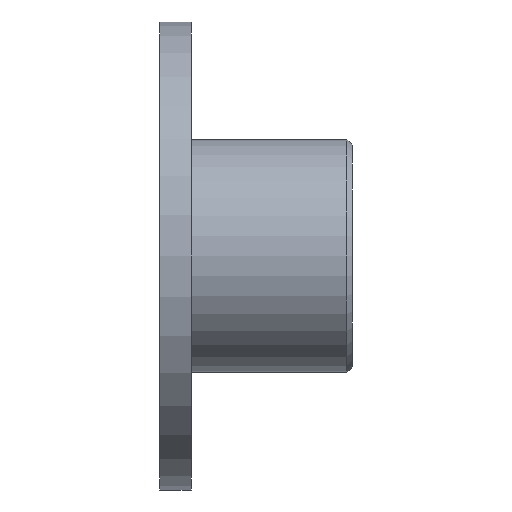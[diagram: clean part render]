
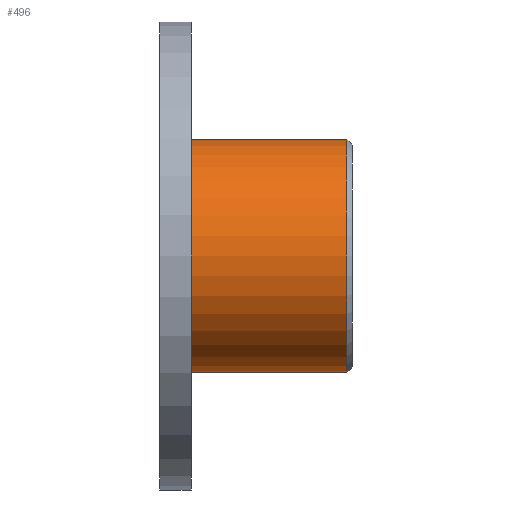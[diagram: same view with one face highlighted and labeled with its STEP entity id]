
A CAD part, left-side view. The second image highlights one B-rep face of the part: STEP entity #496.
In plain terms, the highlighted cylindrical face has radius 20.574 mm (diameter 41.148 mm), a partial arc.
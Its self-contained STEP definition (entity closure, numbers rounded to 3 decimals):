
#29 = AXIS2_PLACEMENT_3D ( 'NONE', #168, #61, #1366 ) ;
#43 = AXIS2_PLACEMENT_3D ( 'NONE', #1510, #1511, #1353 ) ;
#61 = DIRECTION ( 'NONE',  ( 0., 1., 0. ) ) ;
#89 = ORIENTED_EDGE ( 'NONE', *, *, #839, .T. ) ;
#167 = CIRCLE ( 'NONE', #29, 20.574 ) ;
#168 = CARTESIAN_POINT ( 'NONE',  ( 0., -5.588, 0. ) ) ;
#243 = CIRCLE ( 'NONE', #43, 20.574 ) ;
#251 = LINE ( 'NONE', #1354, #259 ) ;
#259 = VECTOR ( 'NONE', #1348, 1000. ) ;
#312 = AXIS2_PLACEMENT_3D ( 'NONE', #499, #493, #471 ) ;
#471 = DIRECTION ( 'NONE',  ( 0., 0., -1. ) ) ;
#493 = DIRECTION ( 'NONE',  ( 0., -1., 0. ) ) ;
#496 = ADVANCED_FACE ( 'NONE', ( #1587 ), #947, .T. ) ;
#499 = CARTESIAN_POINT ( 'NONE',  ( 0., -4.166, 0. ) ) ;
#551 = EDGE_LOOP ( 'NONE', ( #1191, #1205, #1229, #89 ) ) ;
#579 = EDGE_CURVE ( 'NONE', #1373, #1363, #1638, .T. ) ;
#706 = EDGE_CURVE ( 'NONE', #1380, #1514, #251, .T. ) ;
#731 = CARTESIAN_POINT ( 'NONE',  ( 0., -4.166, -20.574 ) ) ;
#736 = DIRECTION ( 'NONE',  ( 0., -1., 0. ) ) ;
#839 = EDGE_CURVE ( 'NONE', #1363, #1514, #243, .T. ) ;
#927 = EDGE_CURVE ( 'NONE', #1373, #1380, #167, .T. ) ;
#947 = CYLINDRICAL_SURFACE ( 'NONE', #312, 20.574 ) ;
#1183 = CARTESIAN_POINT ( 'NONE',  ( 0., -33.02, -20.574 ) ) ;
#1186 = CARTESIAN_POINT ( 'NONE',  ( 0., -5.588, -20.574 ) ) ;
#1191 = ORIENTED_EDGE ( 'NONE', *, *, #706, .F. ) ;
#1205 = ORIENTED_EDGE ( 'NONE', *, *, #927, .F. ) ;
#1206 = CARTESIAN_POINT ( 'NONE',  ( 0., -5.588, 20.574 ) ) ;
#1229 = ORIENTED_EDGE ( 'NONE', *, *, #579, .T. ) ;
#1334 = CARTESIAN_POINT ( 'NONE',  ( 0., -33.02, 20.574 ) ) ;
#1348 = DIRECTION ( 'NONE',  ( 0., -1., 0. ) ) ;
#1353 = DIRECTION ( 'NONE',  ( 0., 0., 1. ) ) ;
#1354 = CARTESIAN_POINT ( 'NONE',  ( 0., -4.166, 20.574 ) ) ;
#1363 = VERTEX_POINT ( 'NONE', #1183 ) ;
#1366 = DIRECTION ( 'NONE',  ( 0., 0., -1. ) ) ;
#1373 = VERTEX_POINT ( 'NONE', #1186 ) ;
#1380 = VERTEX_POINT ( 'NONE', #1206 ) ;
#1510 = CARTESIAN_POINT ( 'NONE',  ( 0., -33.02, 0. ) ) ;
#1511 = DIRECTION ( 'NONE',  ( 0., 1., 0. ) ) ;
#1514 = VERTEX_POINT ( 'NONE', #1334 ) ;
#1587 = FACE_OUTER_BOUND ( 'NONE', #551, .T. ) ;
#1638 = LINE ( 'NONE', #731, #1641 ) ;
#1641 = VECTOR ( 'NONE', #736, 1000. ) ;
